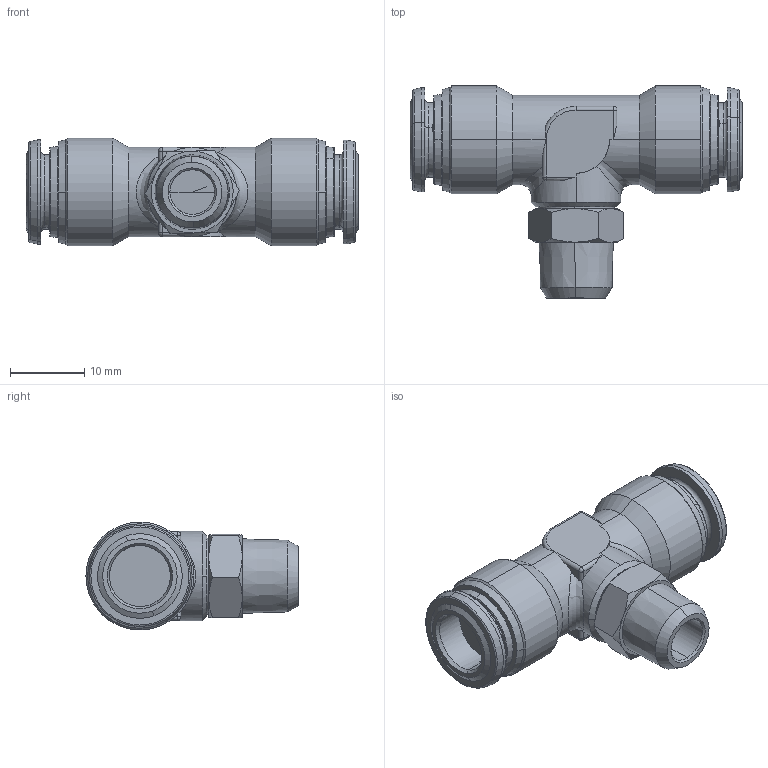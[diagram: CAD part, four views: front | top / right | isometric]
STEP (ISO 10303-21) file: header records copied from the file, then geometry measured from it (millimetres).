
FILE_DESCRIPTION (( 'STEP AP214' ), '1' );
FILE_NAME ('6021000005.step', '2012-10-16T16:33:56', ( '' ), ( '' ), 'SwSTEP 2.0', 'SolidWorks 2012', '' );
FILE_SCHEMA (( 'AUTOMOTIVE_DESIGN' ));
Length unit declared in the file: millimetre
Products named in the file (1): 6021000005
Bounding box: 44.6 x 28.5 x 14.5 mm (x, y, z)
Volume: 6826.3 mm3; surface area: 3436.8 mm2
Topology: 1 solids, 1 shells, 176 faces, 414 edges, 243 vertices
Faces by surface type: cone 60, plane 47, cylinder 43, torus 20, sphere 4, bspline 2
Entity records: 7436 total; most frequent: CARTESIAN_POINT 1470, DIRECTION 880, ORIENTED_EDGE 816, EDGE_CURVE 408, AXIS2_PLACEMENT_3D 367, VERTEX_POINT 243, EDGE_LOOP 193, CIRCLE 192
